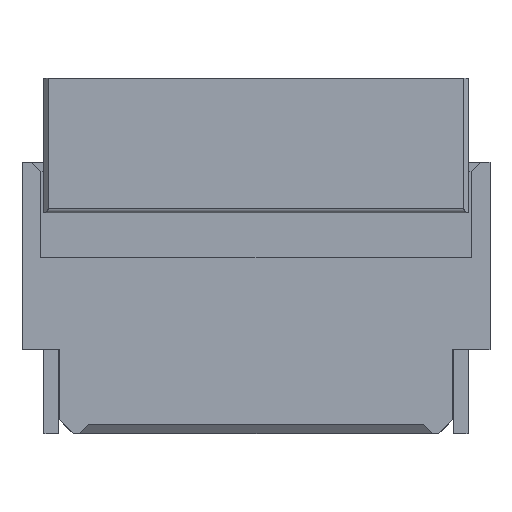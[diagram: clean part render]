
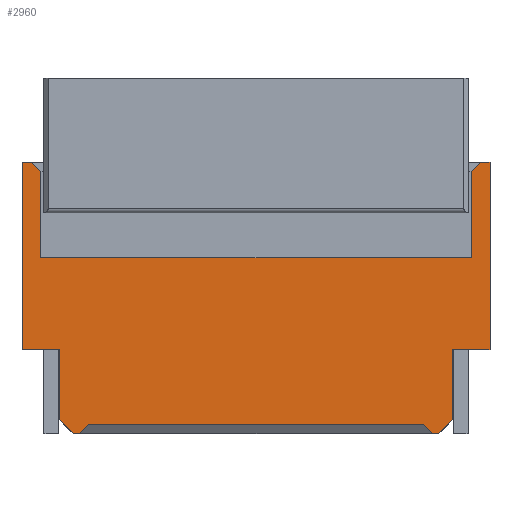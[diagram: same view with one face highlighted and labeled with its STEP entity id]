
A CAD part, top view. The second image highlights one B-rep face of the part: STEP entity #2960.
In plain terms, the highlighted face is planar.
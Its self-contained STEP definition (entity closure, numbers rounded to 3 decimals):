
#460=CARTESIAN_POINT('',(1.695,-0.158,-3.103));
#470=DIRECTION('',(1.,0.,0.));
#480=VECTOR('',#470,1.);
#490=LINE('',#460,#480);
#500=CARTESIAN_POINT('',(1.695,-0.158,-3.103));
#510=VERTEX_POINT('',#500);
#520=CARTESIAN_POINT('',(2.445,-0.158,-3.103));
#530=VERTEX_POINT('',#520);
#540=EDGE_CURVE('',#510,#530,#490,.T.);
#980=CARTESIAN_POINT('',(1.695,-0.158,-3.5));
#990=VERTEX_POINT('',#980);
#1020=CARTESIAN_POINT('',(1.695,-0.158,-3.103));
#1030=DIRECTION('',(0.,0.,-1.));
#1040=VECTOR('',#1030,1.);
#1050=LINE('',#1020,#1040);
#1060=EDGE_CURVE('',#510,#990,#1050,.T.);
#1450=CARTESIAN_POINT('',(-0.378,-0.158,-3.625));
#1460=DIRECTION('',(0.,-1.,0.));
#1470=DIRECTION('',(-1.,0.,0.));
#1480=AXIS2_PLACEMENT_3D('',#1450,#1460,#1470);
#1490=PLANE('',#1480);
#1500=CARTESIAN_POINT('',(-0.205,-0.158,1.3));
#1510=DIRECTION('',(1.,0.,0.));
#1520=VECTOR('',#1510,1.);
#1530=LINE('',#1500,#1520);
#1540=CARTESIAN_POINT('',(-0.205,-0.158,1.3));
#1550=VERTEX_POINT('',#1540);
#1560=CARTESIAN_POINT('',(0.715,-0.158,1.3));
#1570=VERTEX_POINT('',#1560);
#1580=EDGE_CURVE('',#1550,#1570,#1530,.T.);
#1590=ORIENTED_EDGE('',*,*,#1580,.T.);
#1600=CARTESIAN_POINT('',(-0.305,-0.158,1.4));
#1610=DIRECTION('',(0.707,0.,-0.707));
#1620=VECTOR('',#1610,1.);
#1630=LINE('',#1600,#1620);
#1640=CARTESIAN_POINT('',(-0.305,-0.158,1.4));
#1650=VERTEX_POINT('',#1640);
#1660=EDGE_CURVE('',#1650,#1550,#1630,.T.);
#1670=ORIENTED_EDGE('',*,*,#1660,.T.);
#1680=CARTESIAN_POINT('',(-0.305,-0.158,1.5));
#1690=DIRECTION('',(0.,0.,-1.));
#1700=VECTOR('',#1690,1.);
#1710=LINE('',#1680,#1700);
#1720=CARTESIAN_POINT('',(-0.305,-0.158,1.5));
#1730=VERTEX_POINT('',#1720);
#1740=EDGE_CURVE('',#1730,#1650,#1710,.T.);
#1750=ORIENTED_EDGE('',*,*,#1740,.T.);
#1760=CARTESIAN_POINT('',(-0.305,-0.158,1.5));
#1770=DIRECTION('',(1.,0.,0.));
#1780=VECTOR('',#1770,1.);
#1790=LINE('',#1760,#1780);
#1800=CARTESIAN_POINT('',(1.695,-0.158,1.5));
#1810=VERTEX_POINT('',#1800);
#1820=EDGE_CURVE('',#1730,#1810,#1790,.T.);
#1830=ORIENTED_EDGE('',*,*,#1820,.F.);
#1840=CARTESIAN_POINT('',(1.695,-0.158,1.103));
#1850=DIRECTION('',(0.,0.,1.));
#1860=VECTOR('',#1850,1.);
#1870=LINE('',#1840,#1860);
#1880=CARTESIAN_POINT('',(1.695,-0.158,1.103));
#1890=VERTEX_POINT('',#1880);
#1900=EDGE_CURVE('',#1890,#1810,#1870,.T.);
#1910=ORIENTED_EDGE('',*,*,#1900,.T.);
#1920=CARTESIAN_POINT('',(1.695,-0.158,1.103));
#1930=DIRECTION('',(1.,0.,0.));
#1940=VECTOR('',#1930,1.);
#1950=LINE('',#1920,#1940);
#1960=CARTESIAN_POINT('',(2.445,-0.158,1.103));
#1970=VERTEX_POINT('',#1960);
#1980=EDGE_CURVE('',#1890,#1970,#1950,.T.);
#1990=ORIENTED_EDGE('',*,*,#1980,.F.);
#2000=CARTESIAN_POINT('',(2.595,-0.158,0.953));
#2010=DIRECTION('',(-0.707,0.,0.707));
#2020=VECTOR('',#2010,1.);
#2030=LINE('',#2000,#2020);
#2040=CARTESIAN_POINT('',(2.595,-0.158,0.953));
#2050=VERTEX_POINT('',#2040);
#2060=EDGE_CURVE('',#2050,#1970,#2030,.T.);
#2070=ORIENTED_EDGE('',*,*,#2060,.T.);
#2080=CARTESIAN_POINT('',(2.595,-0.158,0.953));
#2090=DIRECTION('',(0.,0.,-1.));
#2100=VECTOR('',#2090,1.);
#2110=LINE('',#2080,#2100);
#2120=CARTESIAN_POINT('',(2.595,-0.158,0.885));
#2130=VERTEX_POINT('',#2120);
#2140=EDGE_CURVE('',#2050,#2130,#2110,.T.);
#2150=ORIENTED_EDGE('',*,*,#2140,.F.);
#2160=CARTESIAN_POINT('',(2.495,-0.158,0.785));
#2170=DIRECTION('',(0.707,0.,0.707));
#2180=VECTOR('',#2170,1.);
#2190=LINE('',#2160,#2180);
#2200=CARTESIAN_POINT('',(2.495,-0.158,0.785));
#2210=VERTEX_POINT('',#2200);
#2220=EDGE_CURVE('',#2210,#2130,#2190,.T.);
#2230=ORIENTED_EDGE('',*,*,#2220,.T.);
#2240=CARTESIAN_POINT('',(2.495,-0.158,0.785));
#2250=DIRECTION('',(0.,0.,-1.));
#2260=VECTOR('',#2250,1.);
#2270=LINE('',#2240,#2260);
#2280=CARTESIAN_POINT('',(2.495,-0.158,-2.785));
#2290=VERTEX_POINT('',#2280);
#2300=EDGE_CURVE('',#2210,#2290,#2270,.T.);
#2310=ORIENTED_EDGE('',*,*,#2300,.F.);
#2320=CARTESIAN_POINT('',(2.595,-0.158,-2.885));
#2330=DIRECTION('',(-0.707,0.,0.707));
#2340=VECTOR('',#2330,1.);
#2350=LINE('',#2320,#2340);
#2360=CARTESIAN_POINT('',(2.595,-0.158,-2.885));
#2370=VERTEX_POINT('',#2360);
#2380=EDGE_CURVE('',#2370,#2290,#2350,.T.);
#2390=ORIENTED_EDGE('',*,*,#2380,.T.);
#2400=CARTESIAN_POINT('',(2.595,-0.158,-2.953));
#2410=DIRECTION('',(0.,0.,1.));
#2420=VECTOR('',#2410,1.);
#2430=LINE('',#2400,#2420);
#2440=CARTESIAN_POINT('',(2.595,-0.158,-2.953));
#2450=VERTEX_POINT('',#2440);
#2460=EDGE_CURVE('',#2450,#2370,#2430,.T.);
#2470=ORIENTED_EDGE('',*,*,#2460,.T.);
#2480=CARTESIAN_POINT('',(2.445,-0.158,-3.103));
#2490=DIRECTION('',(0.707,0.,0.707));
#2500=VECTOR('',#2490,1.);
#2510=LINE('',#2480,#2500);
#2520=EDGE_CURVE('',#530,#2450,#2510,.T.);
#2530=ORIENTED_EDGE('',*,*,#2520,.T.);
#2540=ORIENTED_EDGE('',*,*,#540,.T.);
#2550=ORIENTED_EDGE('',*,*,#1060,.F.);
#2560=CARTESIAN_POINT('',(-0.305,-0.158,-3.5));
#2570=DIRECTION('',(1.,0.,0.));
#2580=VECTOR('',#2570,1.);
#2590=LINE('',#2560,#2580);
#2600=CARTESIAN_POINT('',(-0.305,-0.158,-3.5));
#2610=VERTEX_POINT('',#2600);
#2620=EDGE_CURVE('',#2610,#990,#2590,.T.);
#2630=ORIENTED_EDGE('',*,*,#2620,.T.);
#2640=CARTESIAN_POINT('',(-0.305,-0.158,-3.5));
#2650=DIRECTION('',(0.,0.,1.));
#2660=VECTOR('',#2650,1.);
#2670=LINE('',#2640,#2660);
#2680=CARTESIAN_POINT('',(-0.305,-0.158,-3.4));
#2690=VERTEX_POINT('',#2680);
#2700=EDGE_CURVE('',#2610,#2690,#2670,.T.);
#2710=ORIENTED_EDGE('',*,*,#2700,.F.);
#2720=CARTESIAN_POINT('',(-0.205,-0.158,-3.3));
#2730=DIRECTION('',(-0.707,0.,-0.707));
#2740=VECTOR('',#2730,1.);
#2750=LINE('',#2720,#2740);
#2760=CARTESIAN_POINT('',(-0.205,-0.158,-3.3));
#2770=VERTEX_POINT('',#2760);
#2780=EDGE_CURVE('',#2770,#2690,#2750,.T.);
#2790=ORIENTED_EDGE('',*,*,#2780,.T.);
#2800=CARTESIAN_POINT('',(-0.205,-0.158,-3.3));
#2810=DIRECTION('',(1.,0.,0.));
#2820=VECTOR('',#2810,1.);
#2830=LINE('',#2800,#2820);
#2840=CARTESIAN_POINT('',(0.715,-0.158,-3.3));
#2850=VERTEX_POINT('',#2840);
#2860=EDGE_CURVE('',#2770,#2850,#2830,.T.);
#2870=ORIENTED_EDGE('',*,*,#2860,.F.);
#2880=CARTESIAN_POINT('',(0.715,-0.158,1.3));
#2890=DIRECTION('',(0.,0.,-1.));
#2900=VECTOR('',#2890,1.);
#2910=LINE('',#2880,#2900);
#2920=EDGE_CURVE('',#1570,#2850,#2910,.T.);
#2930=ORIENTED_EDGE('',*,*,#2920,.T.);
#2940=EDGE_LOOP('',(#2930,#2870,#2790,#2710,#2630,#2550,#2540,#2530,
#2470,#2390,#2310,#2230,#2150,#2070,#1990,#1910,#1830,#1750,#1670,#1590)
);
#2950=FACE_OUTER_BOUND('',#2940,.T.);
#2960=ADVANCED_FACE('',(#2950),#1490,.T.);
